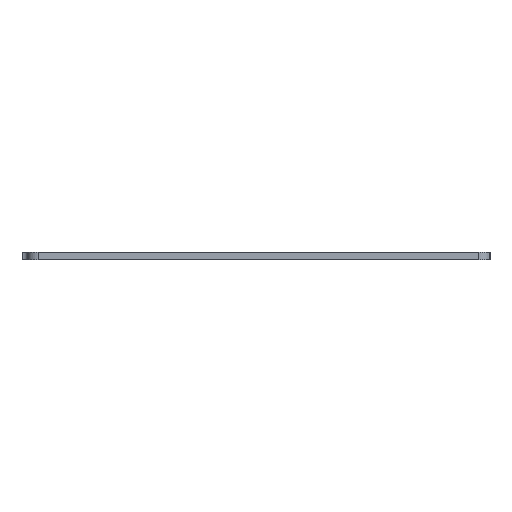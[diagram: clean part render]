
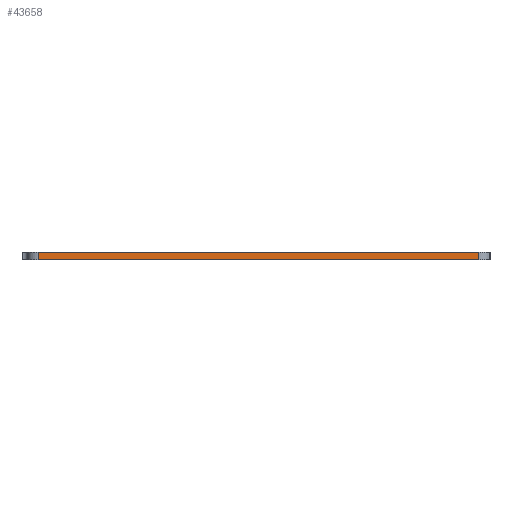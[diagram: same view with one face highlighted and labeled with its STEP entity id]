
A CAD part, left-side view. The second image highlights one B-rep face of the part: STEP entity #43658.
In plain terms, the highlighted planar face has unit normal (-1, 0, 0).
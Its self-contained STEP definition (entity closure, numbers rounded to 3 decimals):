
#83 = PLANE('',#84);
#84 = AXIS2_PLACEMENT_3D('',#85,#86,#87);
#85 = CARTESIAN_POINT('',(398.859,-210.741,1.6));
#86 = DIRECTION('',(0.,0.,1.));
#87 = DIRECTION('',(1.,0.,0.));
#137 = PLANE('',#138);
#138 = AXIS2_PLACEMENT_3D('',#139,#140,#141);
#139 = CARTESIAN_POINT('',(398.859,-210.741,0.));
#140 = DIRECTION('',(0.,0.,1.));
#141 = DIRECTION('',(1.,0.,0.));
#334 = VERTEX_POINT('',#335);
#335 = CARTESIAN_POINT('',(383.381,-214.313,0.));
#350 = CYLINDRICAL_SURFACE('',#351,2.381);
#351 = AXIS2_PLACEMENT_3D('',#352,#353,#354);
#352 = CARTESIAN_POINT('',(385.763,-214.313,0.));
#353 = DIRECTION('',(0.,0.,-1.));
#354 = DIRECTION('',(1.,0.,0.));
#362 = EDGE_CURVE('',#363,#334,#365,.T.);
#363 = VERTEX_POINT('',#364);
#364 = CARTESIAN_POINT('',(383.381,-309.563,0.));
#365 = SURFACE_CURVE('',#366,(#370,#377),.PCURVE_S1.);
#366 = LINE('',#367,#368);
#367 = CARTESIAN_POINT('',(383.381,-309.563,0.));
#368 = VECTOR('',#369,1.);
#369 = DIRECTION('',(0.,1.,0.));
#370 = PCURVE('',#137,#371);
#371 = DEFINITIONAL_REPRESENTATION('',(#372),#376);
#372 = LINE('',#373,#374);
#373 = CARTESIAN_POINT('',(-15.478,-98.822));
#374 = VECTOR('',#375,1.);
#375 = DIRECTION('',(0.,1.));
#376 = ( GEOMETRIC_REPRESENTATION_CONTEXT(2) 
PARAMETRIC_REPRESENTATION_CONTEXT() REPRESENTATION_CONTEXT('2D SPACE',''
  ) );
#377 = PCURVE('',#378,#383);
#378 = PLANE('',#379);
#379 = AXIS2_PLACEMENT_3D('',#380,#381,#382);
#380 = CARTESIAN_POINT('',(383.381,-309.563,0.));
#381 = DIRECTION('',(-1.,0.,0.));
#382 = DIRECTION('',(0.,1.,0.));
#383 = DEFINITIONAL_REPRESENTATION('',(#384),#388);
#384 = LINE('',#385,#386);
#385 = CARTESIAN_POINT('',(0.,0.));
#386 = VECTOR('',#387,1.);
#387 = DIRECTION('',(1.,0.));
#388 = ( GEOMETRIC_REPRESENTATION_CONTEXT(2) 
PARAMETRIC_REPRESENTATION_CONTEXT() REPRESENTATION_CONTEXT('2D SPACE',''
  ) );
#407 = CYLINDRICAL_SURFACE('',#408,2.381);
#408 = AXIS2_PLACEMENT_3D('',#409,#410,#411);
#409 = CARTESIAN_POINT('',(385.763,-309.563,0.));
#410 = DIRECTION('',(0.,0.,-1.));
#411 = DIRECTION('',(1.,0.,0.));
#23897 = VERTEX_POINT('',#23898);
#23898 = CARTESIAN_POINT('',(383.381,-214.313,1.6));
#23920 = EDGE_CURVE('',#23921,#23897,#23923,.T.);
#23921 = VERTEX_POINT('',#23922);
#23922 = CARTESIAN_POINT('',(383.381,-309.563,1.6));
#23923 = SURFACE_CURVE('',#23924,(#23928,#23935),.PCURVE_S1.);
#23924 = LINE('',#23925,#23926);
#23925 = CARTESIAN_POINT('',(383.381,-309.563,1.6));
#23926 = VECTOR('',#23927,1.);
#23927 = DIRECTION('',(0.,1.,0.));
#23928 = PCURVE('',#83,#23929);
#23929 = DEFINITIONAL_REPRESENTATION('',(#23930),#23934);
#23930 = LINE('',#23931,#23932);
#23931 = CARTESIAN_POINT('',(-15.478,-98.822));
#23932 = VECTOR('',#23933,1.);
#23933 = DIRECTION('',(0.,1.));
#23934 = ( GEOMETRIC_REPRESENTATION_CONTEXT(2) 
PARAMETRIC_REPRESENTATION_CONTEXT() REPRESENTATION_CONTEXT('2D SPACE',''
  ) );
#23935 = PCURVE('',#378,#23936);
#23936 = DEFINITIONAL_REPRESENTATION('',(#23937),#23941);
#23937 = LINE('',#23938,#23939);
#23938 = CARTESIAN_POINT('',(0.,-1.6));
#23939 = VECTOR('',#23940,1.);
#23940 = DIRECTION('',(1.,0.));
#23941 = ( GEOMETRIC_REPRESENTATION_CONTEXT(2) 
PARAMETRIC_REPRESENTATION_CONTEXT() REPRESENTATION_CONTEXT('2D SPACE',''
  ) );
#43610 = EDGE_CURVE('',#334,#23897,#43611,.T.);
#43611 = SURFACE_CURVE('',#43612,(#43616,#43623),.PCURVE_S1.);
#43612 = LINE('',#43613,#43614);
#43613 = CARTESIAN_POINT('',(383.381,-214.313,0.));
#43614 = VECTOR('',#43615,1.);
#43615 = DIRECTION('',(0.,0.,1.));
#43616 = PCURVE('',#350,#43617);
#43617 = DEFINITIONAL_REPRESENTATION('',(#43618),#43622);
#43618 = LINE('',#43619,#43620);
#43619 = CARTESIAN_POINT('',(-3.142,0.));
#43620 = VECTOR('',#43621,1.);
#43621 = DIRECTION('',(0.,-1.));
#43622 = ( GEOMETRIC_REPRESENTATION_CONTEXT(2) 
PARAMETRIC_REPRESENTATION_CONTEXT() REPRESENTATION_CONTEXT('2D SPACE',''
  ) );
#43623 = PCURVE('',#378,#43624);
#43624 = DEFINITIONAL_REPRESENTATION('',(#43625),#43629);
#43625 = LINE('',#43626,#43627);
#43626 = CARTESIAN_POINT('',(95.25,0.));
#43627 = VECTOR('',#43628,1.);
#43628 = DIRECTION('',(0.,-1.));
#43629 = ( GEOMETRIC_REPRESENTATION_CONTEXT(2) 
PARAMETRIC_REPRESENTATION_CONTEXT() REPRESENTATION_CONTEXT('2D SPACE',''
  ) );
#43658 = ADVANCED_FACE('',(#43659),#378,.T.);
#43659 = FACE_BOUND('',#43660,.T.);
#43660 = EDGE_LOOP('',(#43661,#43682,#43683,#43684));
#43661 = ORIENTED_EDGE('',*,*,#43662,.T.);
#43662 = EDGE_CURVE('',#363,#23921,#43663,.T.);
#43663 = SURFACE_CURVE('',#43664,(#43668,#43675),.PCURVE_S1.);
#43664 = LINE('',#43665,#43666);
#43665 = CARTESIAN_POINT('',(383.381,-309.563,0.));
#43666 = VECTOR('',#43667,1.);
#43667 = DIRECTION('',(0.,0.,1.));
#43668 = PCURVE('',#378,#43669);
#43669 = DEFINITIONAL_REPRESENTATION('',(#43670),#43674);
#43670 = LINE('',#43671,#43672);
#43671 = CARTESIAN_POINT('',(0.,0.));
#43672 = VECTOR('',#43673,1.);
#43673 = DIRECTION('',(0.,-1.));
#43674 = ( GEOMETRIC_REPRESENTATION_CONTEXT(2) 
PARAMETRIC_REPRESENTATION_CONTEXT() REPRESENTATION_CONTEXT('2D SPACE',''
  ) );
#43675 = PCURVE('',#407,#43676);
#43676 = DEFINITIONAL_REPRESENTATION('',(#43677),#43681);
#43677 = LINE('',#43678,#43679);
#43678 = CARTESIAN_POINT('',(-3.142,0.));
#43679 = VECTOR('',#43680,1.);
#43680 = DIRECTION('',(0.,-1.));
#43681 = ( GEOMETRIC_REPRESENTATION_CONTEXT(2) 
PARAMETRIC_REPRESENTATION_CONTEXT() REPRESENTATION_CONTEXT('2D SPACE',''
  ) );
#43682 = ORIENTED_EDGE('',*,*,#23920,.T.);
#43683 = ORIENTED_EDGE('',*,*,#43610,.F.);
#43684 = ORIENTED_EDGE('',*,*,#362,.F.);
